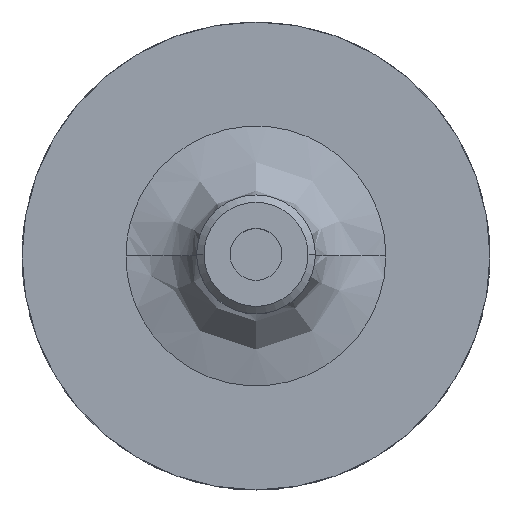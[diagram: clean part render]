
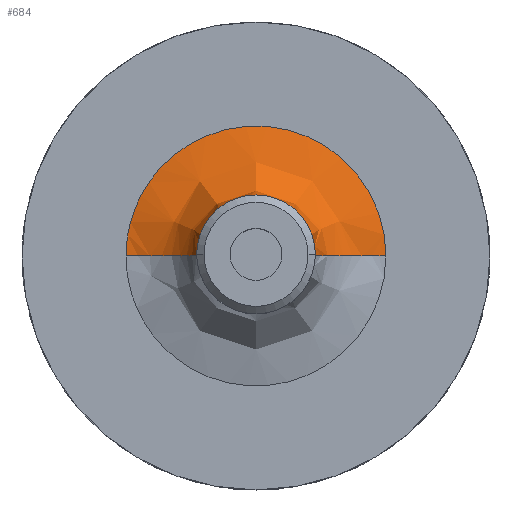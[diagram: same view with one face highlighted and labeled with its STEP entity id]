
A CAD part, top view. The second image highlights one B-rep face of the part: STEP entity #684.
In plain terms, the highlighted free-form (B-spline) face has degree [3, 3] with [4, 4] control points.
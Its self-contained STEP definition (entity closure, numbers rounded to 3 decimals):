
#19 = VERTEX_POINT ( 'NONE', #680 ) ;
#74 = CARTESIAN_POINT ( 'NONE',  ( 17.5, 0., 27. ) ) ;
#129 = CARTESIAN_POINT ( 'NONE',  ( -18.498, 36.997, 27.05 ) ) ;
#145 =( BOUNDED_CURVE ( )  B_SPLINE_CURVE ( 3, ( #785, #1405, #1575, #640 ),
 .UNSPECIFIED., .F., .F. ) 
 B_SPLINE_CURVE_WITH_KNOTS ( ( 4, 4 ),
 ( 0.063, 0.937 ),
 .UNSPECIFIED. ) 
 CURVE ( )  GEOMETRIC_REPRESENTATION_ITEM ( )  RATIONAL_B_SPLINE_CURVE ( ( 0.957, 0.77, 0.77, 0.957 ) ) 
 REPRESENTATION_ITEM ( '' )  );
#149 = CARTESIAN_POINT ( 'NONE',  ( -17.5, 0., 27. ) ) ;
#168 = EDGE_CURVE ( 'NONE', #19, #940, #1639, .T. ) ;
#196 = CARTESIAN_POINT ( 'NONE',  ( 18.498, 36.997, 27.05 ) ) ;
#206 = AXIS2_PLACEMENT_3D ( 'NONE', #1842, #1838, #1830 ) ;
#575 = CARTESIAN_POINT ( 'NONE',  ( 7.5, 0., 37. ) ) ;
#640 = CARTESIAN_POINT ( 'NONE',  ( -7.5, 0., 37. ) ) ;
#675 = ORIENTED_EDGE ( 'NONE', *, *, #1815, .T. ) ;
#680 = CARTESIAN_POINT ( 'NONE',  ( 7.5, 0., 37. ) ) ;
#684 = ADVANCED_FACE ( 'NONE', ( #1393 ), #1027, .F. ) ;
#713 = ORIENTED_EDGE ( 'NONE', *, *, #168, .F. ) ;
#746 = CARTESIAN_POINT ( 'NONE',  ( 11.642, 0., 27. ) ) ;
#755 = EDGE_CURVE ( 'NONE', #1127, #1293, #1458, .T. ) ;
#785 = CARTESIAN_POINT ( 'NONE',  ( -17.5, 0., 27. ) ) ;
#802 = CARTESIAN_POINT ( 'NONE',  ( 7.55, 15.1, 37.998 ) ) ;
#808 = CARTESIAN_POINT ( 'NONE',  ( 7.55, 0., 37.998 ) ) ;
#829 = CARTESIAN_POINT ( 'NONE',  ( -6.868, 0., 31.199 ) ) ;
#939 =( BOUNDED_CURVE ( )  B_SPLINE_CURVE ( 3, ( #575, #1059, #746, #74 ),
 .UNSPECIFIED., .F., .F. ) 
 B_SPLINE_CURVE_WITH_KNOTS ( ( 4, 4 ),
 ( 0.063, 0.937 ),
 .UNSPECIFIED. ) 
 CURVE ( )  GEOMETRIC_REPRESENTATION_ITEM ( )  RATIONAL_B_SPLINE_CURVE ( ( 0.957, 0.77, 0.77, 0.957 ) ) 
 REPRESENTATION_ITEM ( '' )  );
#940 = VERTEX_POINT ( 'NONE', #1040 ) ;
#1027 =( BOUNDED_SURFACE ( )  B_SPLINE_SURFACE ( 3, 3, ( 
 ( #1801, #2036, #802, #808 ),
 ( #829, #1874, #1890, #1917 ),
 ( #1953, #1956, #1966, #2050 ),
 ( #2071, #129, #196, #1630 ) ),
 .UNSPECIFIED., .F., .F., .F. ) 
 B_SPLINE_SURFACE_WITH_KNOTS ( ( 4, 4 ),
 ( 4, 4 ),
 ( 0., 1. ),
 ( 0., 1. ),
 .UNSPECIFIED. ) 
 GEOMETRIC_REPRESENTATION_ITEM ( )  RATIONAL_B_SPLINE_SURFACE ( (
 ( 1., 0.333, 0.333, 1.),
 ( 0.755, 0.252, 0.252, 0.755),
 ( 0.755, 0.252, 0.252, 0.755),
 ( 1., 0.333, 0.333, 1.) ) ) 
 REPRESENTATION_ITEM ( '' )  SURFACE ( )  );
#1030 = EDGE_CURVE ( 'NONE', #19, #1127, #939, .T. ) ;
#1040 = CARTESIAN_POINT ( 'NONE',  ( -7.5, 0., 37. ) ) ;
#1059 = CARTESIAN_POINT ( 'NONE',  ( 7.5, 0., 31.142 ) ) ;
#1119 = ORIENTED_EDGE ( 'NONE', *, *, #1030, .T. ) ;
#1127 = VERTEX_POINT ( 'NONE', #1972 ) ;
#1293 = VERTEX_POINT ( 'NONE', #149 ) ;
#1393 = FACE_OUTER_BOUND ( 'NONE', #1862, .T. ) ;
#1405 = CARTESIAN_POINT ( 'NONE',  ( -11.642, 0., 27. ) ) ;
#1458 =( BOUNDED_CURVE ( )  B_SPLINE_CURVE ( 3, ( #1599, #1583, #1638, #1622 ),
 .UNSPECIFIED., .F., .T. ) 
 B_SPLINE_CURVE_WITH_KNOTS ( ( 4, 4 ),
 ( 0., 1. ),
 .UNSPECIFIED. ) 
 CURVE ( )  GEOMETRIC_REPRESENTATION_ITEM ( )  RATIONAL_B_SPLINE_CURVE ( ( 0.957, 0.319, 0.319, 0.957 ) ) 
 REPRESENTATION_ITEM ( '' )  );
#1575 = CARTESIAN_POINT ( 'NONE',  ( -7.5, 0., 31.142 ) ) ;
#1583 = CARTESIAN_POINT ( 'NONE',  ( 17.5, 35., 27. ) ) ;
#1599 = CARTESIAN_POINT ( 'NONE',  ( 17.5, 0., 27. ) ) ;
#1622 = CARTESIAN_POINT ( 'NONE',  ( -17.5, 0., 27. ) ) ;
#1630 = CARTESIAN_POINT ( 'NONE',  ( 18.498, 0., 27.05 ) ) ;
#1638 = CARTESIAN_POINT ( 'NONE',  ( -17.5, 35., 27. ) ) ;
#1639 = CIRCLE ( 'NONE', #206, 7.5 ) ;
#1801 = CARTESIAN_POINT ( 'NONE',  ( -7.55, 0., 37.998 ) ) ;
#1815 = EDGE_CURVE ( 'NONE', #1293, #940, #145, .T. ) ;
#1830 = DIRECTION ( 'NONE',  ( 1., 0., 0. ) ) ;
#1838 = DIRECTION ( 'NONE',  ( 0., 0., 1. ) ) ;
#1842 = CARTESIAN_POINT ( 'NONE',  ( 0., 0., 37. ) ) ;
#1862 = EDGE_LOOP ( 'NONE', ( #2040, #675, #713, #1119 ) ) ;
#1874 = CARTESIAN_POINT ( 'NONE',  ( -6.868, 13.736, 31.199 ) ) ;
#1890 = CARTESIAN_POINT ( 'NONE',  ( 6.868, 13.736, 31.199 ) ) ;
#1917 = CARTESIAN_POINT ( 'NONE',  ( 6.868, 0., 31.199 ) ) ;
#1953 = CARTESIAN_POINT ( 'NONE',  ( -11.699, 0., 26.368 ) ) ;
#1956 = CARTESIAN_POINT ( 'NONE',  ( -11.699, 23.399, 26.368 ) ) ;
#1966 = CARTESIAN_POINT ( 'NONE',  ( 11.699, 23.399, 26.368 ) ) ;
#1972 = CARTESIAN_POINT ( 'NONE',  ( 17.5, 0., 27. ) ) ;
#2036 = CARTESIAN_POINT ( 'NONE',  ( -7.55, 15.1, 37.998 ) ) ;
#2040 = ORIENTED_EDGE ( 'NONE', *, *, #755, .T. ) ;
#2050 = CARTESIAN_POINT ( 'NONE',  ( 11.699, 0., 26.368 ) ) ;
#2071 = CARTESIAN_POINT ( 'NONE',  ( -18.498, 0., 27.05 ) ) ;
